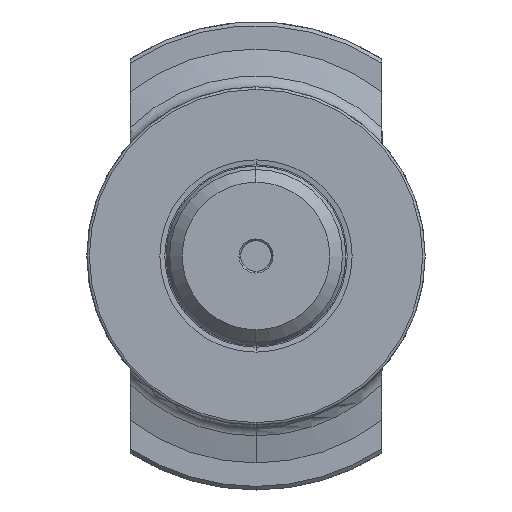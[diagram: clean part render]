
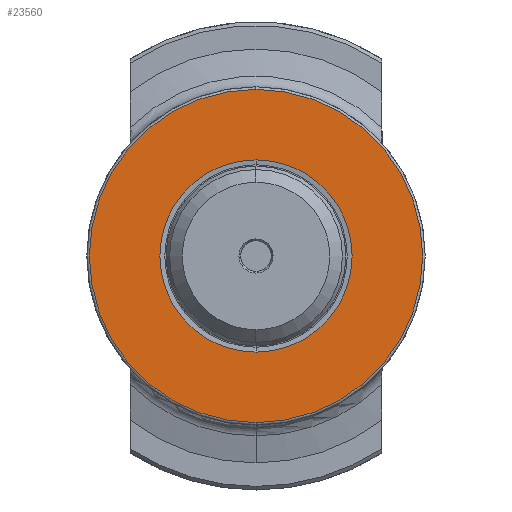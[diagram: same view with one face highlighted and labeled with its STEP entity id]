
A CAD part, left-side view. The second image highlights one B-rep face of the part: STEP entity #23560.
In plain terms, the highlighted planar face has unit normal (-1, 0, 0).
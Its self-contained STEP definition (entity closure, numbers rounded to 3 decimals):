
#34 = DIRECTION ( 'NONE',  ( 1., 0., 0. ) ) ;
#388 = DIRECTION ( 'NONE',  ( 1., 0., 0. ) ) ;
#1402 = CARTESIAN_POINT ( 'NONE',  ( 0., 0., -26.715 ) ) ;
#1818 = VERTEX_POINT ( 'NONE', #17709 ) ;
#2175 = CARTESIAN_POINT ( 'NONE',  ( 0., 0., -46.3 ) ) ;
#2276 = DIRECTION ( 'NONE',  ( 0., 0., 1. ) ) ;
#3214 = ORIENTED_EDGE ( 'NONE', *, *, #9397, .T. ) ;
#3553 = CIRCLE ( 'NONE', #13086, 26.715 ) ;
#3697 = AXIS2_PLACEMENT_3D ( 'NONE', #24118, #14080, #2276 ) ;
#4162 = AXIS2_PLACEMENT_3D ( 'NONE', #20723, #20693, #20521 ) ;
#4259 = CIRCLE ( 'NONE', #22837, 46.3 ) ;
#4807 = EDGE_CURVE ( 'NONE', #6299, #1818, #21526, .T. ) ;
#6299 = VERTEX_POINT ( 'NONE', #1402 ) ;
#6497 = EDGE_LOOP ( 'NONE', ( #3214, #7097 ) ) ;
#6809 = EDGE_LOOP ( 'NONE', ( #22146, #9471 ) ) ;
#7097 = ORIENTED_EDGE ( 'NONE', *, *, #4807, .T. ) ;
#7485 = VERTEX_POINT ( 'NONE', #9515 ) ;
#8275 = CARTESIAN_POINT ( 'NONE',  ( 0., 0., 0. ) ) ;
#8483 = FACE_BOUND ( 'NONE', #6497, .T. ) ;
#9397 = EDGE_CURVE ( 'NONE', #1818, #6299, #3553, .T. ) ;
#9471 = ORIENTED_EDGE ( 'NONE', *, *, #21099, .F. ) ;
#9515 = CARTESIAN_POINT ( 'NONE',  ( 0., 0., 46.3 ) ) ;
#10304 = DIRECTION ( 'NONE',  ( 0., 0., -1. ) ) ;
#11966 = CARTESIAN_POINT ( 'NONE',  ( 0., 0., 0. ) ) ;
#12316 = CARTESIAN_POINT ( 'NONE',  ( 0., 0., 0. ) ) ;
#12392 = VERTEX_POINT ( 'NONE', #2175 ) ;
#13086 = AXIS2_PLACEMENT_3D ( 'NONE', #11966, #34, #13964 ) ;
#13964 = DIRECTION ( 'NONE',  ( 0., 0., -1. ) ) ;
#14080 = DIRECTION ( 'NONE',  ( -1., 0., 0. ) ) ;
#14173 = PLANE ( 'NONE',  #3697 ) ;
#14307 = DIRECTION ( 'NONE',  ( 0., 0., -1. ) ) ;
#15994 = EDGE_CURVE ( 'NONE', #12392, #7485, #16840, .T. ) ;
#16840 = CIRCLE ( 'NONE', #22779, 46.3 ) ;
#17709 = CARTESIAN_POINT ( 'NONE',  ( 0., 0., 26.715 ) ) ;
#19068 = FACE_OUTER_BOUND ( 'NONE', #6809, .T. ) ;
#20521 = DIRECTION ( 'NONE',  ( 0., 0., -1. ) ) ;
#20693 = DIRECTION ( 'NONE',  ( 1., 0., 0. ) ) ;
#20723 = CARTESIAN_POINT ( 'NONE',  ( 0., 0., 0. ) ) ;
#21099 = EDGE_CURVE ( 'NONE', #7485, #12392, #4259, .T. ) ;
#21526 = CIRCLE ( 'NONE', #4162, 26.715 ) ;
#22146 = ORIENTED_EDGE ( 'NONE', *, *, #15994, .F. ) ;
#22230 = DIRECTION ( 'NONE',  ( 1., 0., 0. ) ) ;
#22779 = AXIS2_PLACEMENT_3D ( 'NONE', #12316, #388, #14307 ) ;
#22837 = AXIS2_PLACEMENT_3D ( 'NONE', #8275, #22230, #10304 ) ;
#23560 = ADVANCED_FACE ( 'NONE', ( #8483, #19068 ), #14173, .T. ) ;
#24118 = CARTESIAN_POINT ( 'NONE',  ( 0., 26.715, 0. ) ) ;
